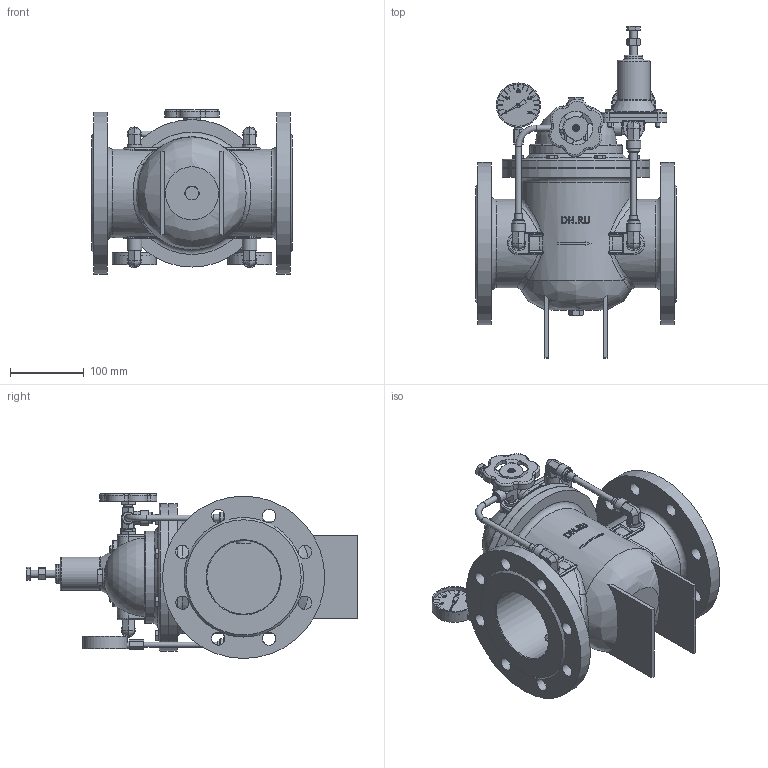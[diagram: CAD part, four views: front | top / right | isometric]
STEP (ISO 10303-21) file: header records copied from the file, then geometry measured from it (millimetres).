
FILE_DESCRIPTION(/* description */ (''),/* implementation_level */ '2;1');
FILE_NAME(/* name */ 'DN100_3D_STEP.stp',/* time_stamp */ '2024-12-23T00:43:23+03:00',/* author */ ('igorr'),/* organization */ (''),/* preprocessor_version */ 'ST-DEVELOPER v20',/* originating_system */ 'Autodesk Inventor 2025',/* authorisation */ '');
FILE_SCHEMA (('AUTOMOTIVE_DESIGN { 1 0 10303 214 3 1 1 }'));
Products named in the file (17): Сборка; Деталь1; Деталь2; Parker, симметричный входящий 
тройник 172P 172P-8-6; Деталь3; Деталь5; Деталь4; Деталь6; Деталь7; Parker, входящее колено 
149F-249б 149F-8-8; AS 1110 - M10 x 40; AS 1110 - M8 x 12; AS 1110 - M12 x 20; ANSI B18.2.4.2M - M10x1,5; Bolt GB/T 35 M5 x 20; AS 1427 - M4 x 6; Деталь8
Assembly tree (35 placements, depth 2):
  Сборка
    Деталь1
    Деталь2
    Parker, входящее колено 
149F-249б 149F-8-8  x7
    Parker, симметричный входящий 
тройник 172P 172P-8-6
    Деталь3
    Деталь5  x2
    Деталь4  x2
    Деталь6
    Деталь7
    AS 1110 - M10 x 40
    AS 1110 - M8 x 12  x8
    AS 1110 - M12 x 20  x2
    ANSI B18.2.4.2M - M10x1,5
    Bolt GB/T 35 M5 x 20  x4
    AS 1427 - M4 x 6
    Деталь8
Bounding box: 272 x 450 x 223.56 mm (x, y, z)
Volume: 6230294 mm3; surface area: 655362.3 mm2
Topology: 37 solids, 38 shells, 1621 faces, 3869 edges, 2466 vertices
Faces by surface type: plane 880, cylinder 271, bspline 210, cone 193, torus 64, sphere 3
Full cylindrical faces by diameter (mm): 2.03 x2, 3 x2, 3.571 x1, 4 x1, 4.567 x4, 5 x4, 6 x8, 7 x2, 8 x11, 8.204 x2, 8.376 x1, 9 x1, 9.845 x4, 10 x15, 10.363 x14, 10.5 x2, 11.43 x4, 12 x2, 12.954 x7, 13 x10, 15 x1, 16 x1, 16.192 x9, 18 x18, 19.05 x7, 19.88 x5, 19.885 x7, 25 x2, 31.049 x1, 45 x1
Entity records: 32076 total; most frequent: CARTESIAN_POINT 9099, ORIENTED_EDGE 4614, DIRECTION 4231, EDGE_CURVE 2307, AXIS2_PLACEMENT_3D 1553, VERTEX_POINT 1482, LINE 1125, VECTOR 1125
